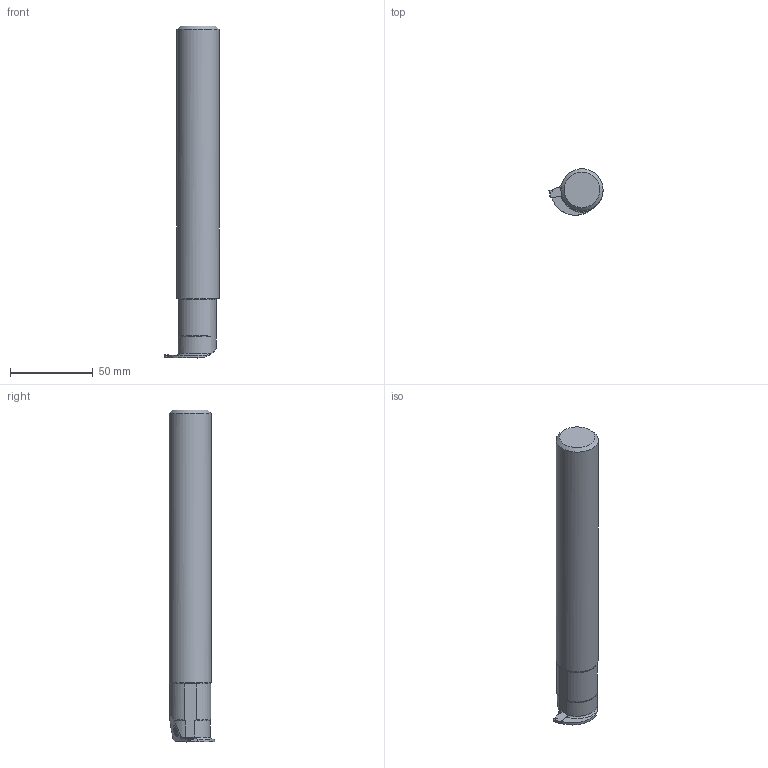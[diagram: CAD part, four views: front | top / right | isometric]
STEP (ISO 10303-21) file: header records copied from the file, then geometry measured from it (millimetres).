
FILE_DESCRIPTION(/* description */ (''),/* implementation_level */ '2;1');
FILE_NAME(/* name */ 'TOOLASSEMBLY_1.STP',/* time_stamp */ '2024-07-03T13:45:36+02:00',/* author */ (''),/* organization */ ('SMS'),/* preprocessor_version */ 'ST-DEVELOPER v16.7',/* originating_system */ 'SIEMENS PLM Software NX 12.0',/* authorisation */ '');
FILE_SCHEMA (('AUTOMOTIVE_DESIGN { 1 0 10303 214 3 1 1 1 }'));
Length unit declared in the file: millimetre
Products named in the file (4): ASSEMBLY_CONSTRUCTION; CUT_20240703134414; NOCUT_20240703134332; TOOLASSEMBLY_1
Assembly tree (3 placements, depth 2):
  TOOLASSEMBLY_1
    NOCUT_20240703134332
    CUT_20240703134414
    ASSEMBLY_CONSTRUCTION
Bounding box: 32.65 x 27.69 x 200 mm (x, y, z)
Volume: 98763.9 mm3; surface area: 17130.9 mm2
Topology: 2 solids, 2 shells, 137 faces, 353 edges, 226 vertices
Faces by surface type: cylinder 46, plane 41, bspline 33, torus 9, cone 8
Full cylindrical faces by diameter (mm): 7 x1, 25.4 x1
Entity records: 5506 total; most frequent: CARTESIAN_POINT 2343, ORIENTED_EDGE 694, DIRECTION 558, EDGE_CURVE 347, VERTEX_POINT 220, AXIS2_PLACEMENT_3D 213, EDGE_LOOP 143, ADVANCED_FACE 137
